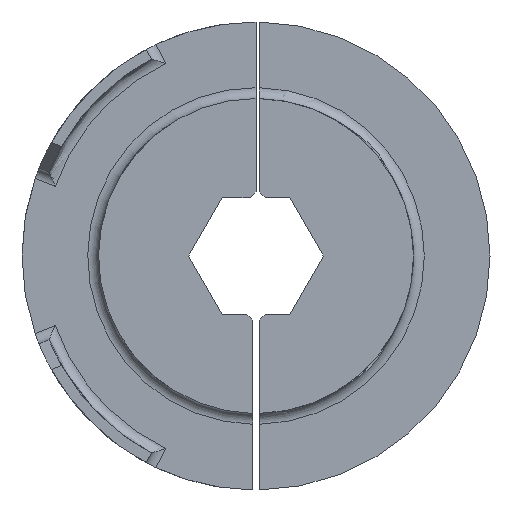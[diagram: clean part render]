
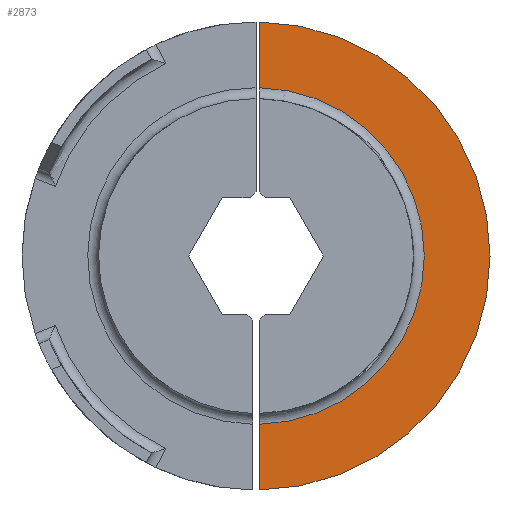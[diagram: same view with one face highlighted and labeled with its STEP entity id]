
A CAD part, left-side view. The second image highlights one B-rep face of the part: STEP entity #2873.
In plain terms, the highlighted planar face has unit normal (-1, 0, 0).
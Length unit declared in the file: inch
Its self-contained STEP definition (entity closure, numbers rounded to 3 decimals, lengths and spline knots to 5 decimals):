
#430=CIRCLE('',#3064,0.73474);
#431=CIRCLE('',#3066,1.02164);
#477=FACE_OUTER_BOUND('',#643,.T.);
#643=EDGE_LOOP('',(#1970,#1971,#1972,#1973));
#813=LINE('',#3807,#968);
#827=LINE('',#3986,#982);
#968=VECTOR('',#3259,0.3937);
#982=VECTOR('',#3319,0.3937);
#1120=VERTEX_POINT('',#3804);
#1121=VERTEX_POINT('',#3806);
#1140=VERTEX_POINT('',#3972);
#1141=VERTEX_POINT('',#3985);
#1434=EDGE_CURVE('',#1120,#1121,#813,.F.);
#1466=EDGE_CURVE('',#1121,#1140,#430,.T.);
#1467=EDGE_CURVE('',#1140,#1141,#827,.F.);
#1468=EDGE_CURVE('',#1141,#1120,#431,.T.);
#1970=ORIENTED_EDGE('',*,*,#1467,.F.);
#1971=ORIENTED_EDGE('',*,*,#1466,.F.);
#1972=ORIENTED_EDGE('',*,*,#1434,.F.);
#1973=ORIENTED_EDGE('',*,*,#1468,.F.);
#2824=PLANE('',#3065);
#2873=ADVANCED_FACE('',(#477),#2824,.F.);
#3064=AXIS2_PLACEMENT_3D('',#3983,#3315,#3316);
#3065=AXIS2_PLACEMENT_3D('',#3984,#3317,#3318);
#3066=AXIS2_PLACEMENT_3D('',#3987,#3320,#3321);
#3259=DIRECTION('',(0.,0.,-1.));
#3315=DIRECTION('center_axis',(-1.,0.,0.));
#3316=DIRECTION('ref_axis',(0.,0.966,0.259));
#3317=DIRECTION('center_axis',(1.,0.,0.));
#3318=DIRECTION('ref_axis',(0.,0.966,0.259));
#3319=DIRECTION('',(0.,0.,-1.));
#3320=DIRECTION('center_axis',(1.,0.,0.));
#3321=DIRECTION('ref_axis',(0.,0.966,0.259));
#3804=CARTESIAN_POINT('',(0.79744,-0.015,21.72847));
#3806=CARTESIAN_POINT('',(0.79744,-0.015,22.01541));
#3807=CARTESIAN_POINT('',(0.79744,-0.015,22.75));
#3972=CARTESIAN_POINT('',(0.79744,-0.015,23.48459));
#3983=CARTESIAN_POINT('Origin',(0.79744,0.,
22.75));
#3984=CARTESIAN_POINT('Origin',(0.79744,0.,
22.75));
#3985=CARTESIAN_POINT('',(0.79744,-0.015,23.77153));
#3986=CARTESIAN_POINT('',(0.79744,-0.015,22.75));
#3987=CARTESIAN_POINT('Origin',(0.79744,0.,
22.75));
